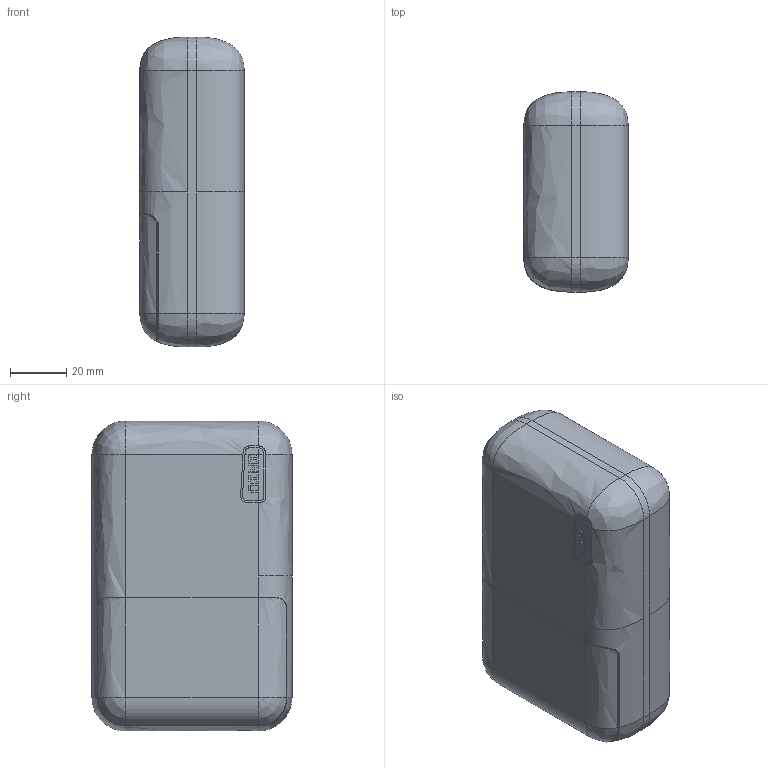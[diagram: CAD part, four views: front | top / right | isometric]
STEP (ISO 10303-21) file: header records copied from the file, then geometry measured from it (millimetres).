
FILE_DESCRIPTION (( 'STEP AP214' ), '1' );
FILE_NAME ('INIU P63-E1.STEP', '2024-10-24T18:45:01', ( '' ), ( '' ), 'SwSTEP 2.0', 'SolidWorks 2024', '' );
FILE_SCHEMA (( 'AUTOMOTIVE_DESIGN' ));
Length unit declared in the file: millimetre
Products named in the file (1): INIU P63-E1
Bounding box: 37 x 71 x 110 mm (x, y, z)
Volume: 261284.2 mm3; surface area: 25509.2 mm2
Topology: 1 solids, 1 shells, 189 faces, 508 edges, 316 vertices
Faces by surface type: plane 113, bspline 44, cylinder 32
Entity records: 7027 total; most frequent: CARTESIAN_POINT 2732, ORIENTED_EDGE 1000, DIRECTION 678, EDGE_CURVE 500, VECTOR 346, LINE 346, VERTEX_POINT 316, EDGE_LOOP 192
